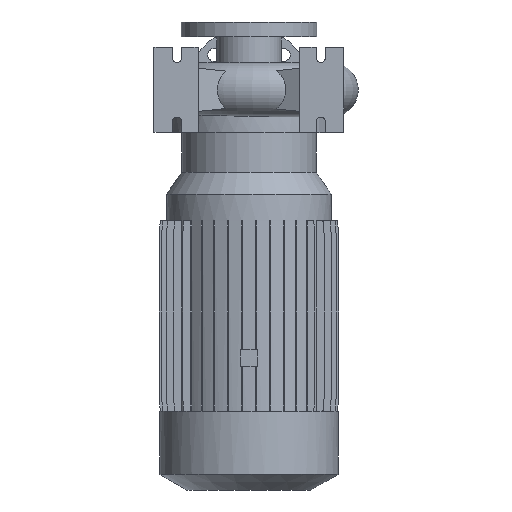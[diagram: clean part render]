
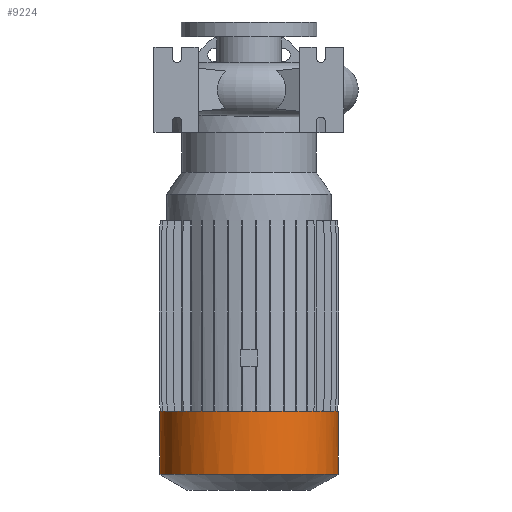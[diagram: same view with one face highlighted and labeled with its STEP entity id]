
A CAD part, front view. The second image highlights one B-rep face of the part: STEP entity #9224.
In plain terms, the highlighted cylindrical face has radius 131.5 mm (diameter 263 mm), a partial arc.
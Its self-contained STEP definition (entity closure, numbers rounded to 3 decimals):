
#50 = VERTEX_POINT ( 'NONE', #3359 ) ;
#181 = EDGE_CURVE ( 'NONE', #50, #13181, #7761, .T. ) ;
#265 = FACE_OUTER_BOUND ( 'NONE', #13704, .T. ) ;
#899 = CARTESIAN_POINT ( 'NONE',  ( -131.5, 0., 100. ) ) ;
#1519 = DIRECTION ( 'NONE',  ( 1., 0., 0. ) ) ;
#1858 = LINE ( 'NONE', #899, #9874 ) ;
#2520 = DIRECTION ( 'NONE',  ( 0., 0., 1. ) ) ;
#2657 = CARTESIAN_POINT ( 'NONE',  ( 131.5, 0., -566.8 ) ) ;
#2904 = VERTEX_POINT ( 'NONE', #10470 ) ;
#3288 = AXIS2_PLACEMENT_3D ( 'NONE', #4976, #9469, #1519 ) ;
#3359 = CARTESIAN_POINT ( 'NONE',  ( -131.5, 0., -566.8 ) ) ;
#3471 = EDGE_CURVE ( 'NONE', #2904, #10563, #10114, .T. ) ;
#3638 = CARTESIAN_POINT ( 'NONE',  ( 131.5, 0., -474. ) ) ;
#3987 = DIRECTION ( 'NONE',  ( 0., 0., 1. ) ) ;
#4457 = EDGE_CURVE ( 'NONE', #50, #2904, #1858, .T. ) ;
#4976 = CARTESIAN_POINT ( 'NONE',  ( 0., 0., -566.8 ) ) ;
#5032 = LINE ( 'NONE', #12835, #12752 ) ;
#7051 = CYLINDRICAL_SURFACE ( 'NONE', #13958, 131.5 ) ;
#7326 = ORIENTED_EDGE ( 'NONE', *, *, #4457, .F. ) ;
#7601 = EDGE_CURVE ( 'NONE', #13181, #10563, #5032, .T. ) ;
#7652 = ORIENTED_EDGE ( 'NONE', *, *, #7601, .T. ) ;
#7674 = DIRECTION ( 'NONE',  ( 0., 0., 1. ) ) ;
#7761 = CIRCLE ( 'NONE', #3288, 131.5 ) ;
#7888 = DIRECTION ( 'NONE',  ( 1., 0., 0. ) ) ;
#8083 = DIRECTION ( 'NONE',  ( 0., 0., 1. ) ) ;
#8149 = ORIENTED_EDGE ( 'NONE', *, *, #181, .T. ) ;
#9224 = ADVANCED_FACE ( 'NONE', ( #265 ), #7051, .T. ) ;
#9469 = DIRECTION ( 'NONE',  ( 0., 0., 1. ) ) ;
#9874 = VECTOR ( 'NONE', #3987, 1000. ) ;
#10114 = CIRCLE ( 'NONE', #11995, 131.5 ) ;
#10181 = ORIENTED_EDGE ( 'NONE', *, *, #3471, .F. ) ;
#10470 = CARTESIAN_POINT ( 'NONE',  ( -131.5, 0., -474. ) ) ;
#10563 = VERTEX_POINT ( 'NONE', #3638 ) ;
#11995 = AXIS2_PLACEMENT_3D ( 'NONE', #13530, #7674, #7888 ) ;
#12752 = VECTOR ( 'NONE', #2520, 1000. ) ;
#12783 = DIRECTION ( 'NONE',  ( 1., 0., 0. ) ) ;
#12835 = CARTESIAN_POINT ( 'NONE',  ( 131.5, 0., 100. ) ) ;
#13181 = VERTEX_POINT ( 'NONE', #2657 ) ;
#13530 = CARTESIAN_POINT ( 'NONE',  ( 0., 0., -474. ) ) ;
#13658 = CARTESIAN_POINT ( 'NONE',  ( 0., 0., 100. ) ) ;
#13704 = EDGE_LOOP ( 'NONE', ( #7326, #8149, #7652, #10181 ) ) ;
#13958 = AXIS2_PLACEMENT_3D ( 'NONE', #13658, #8083, #12783 ) ;
